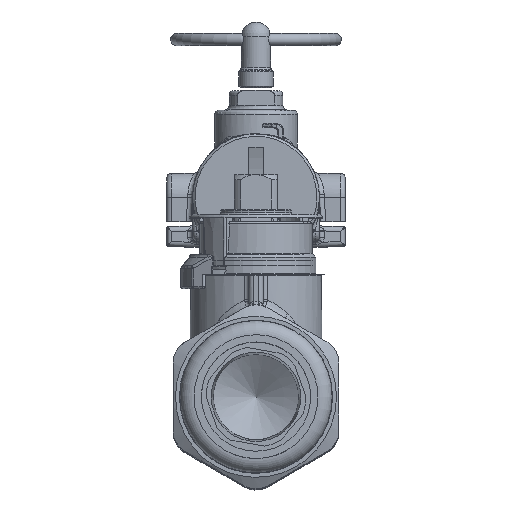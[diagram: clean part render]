
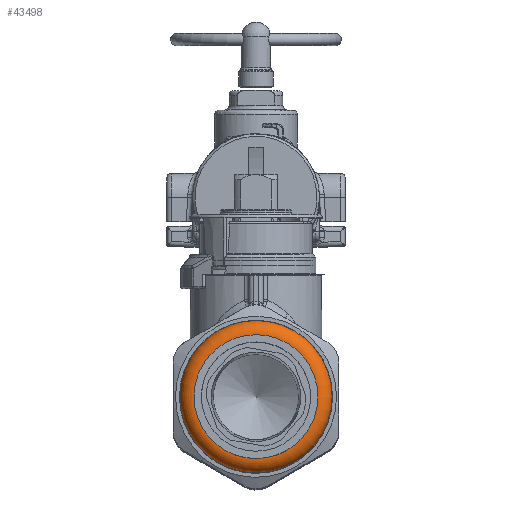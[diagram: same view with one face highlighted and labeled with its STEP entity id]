
A CAD part, top view. The second image highlights one B-rep face of the part: STEP entity #43498.
In plain terms, the highlighted toroidal (fillet/blend) face has major radius 12.7 mm and minor radius 2.921 mm.
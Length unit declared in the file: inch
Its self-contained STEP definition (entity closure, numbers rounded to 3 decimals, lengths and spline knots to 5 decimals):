
#186=TOROIDAL_SURFACE('',#47553,0.5,0.115);
#7103=FACE_OUTER_BOUND('',#9733,.T.);
#9733=EDGE_LOOP('',(#38207,#38208,#38209,#38210,#38211,#38212));
#16145=CIRCLE('',#47554,0.5);
#16146=CIRCLE('',#47555,0.5);
#16147=CIRCLE('',#47556,0.115);
#16148=CIRCLE('',#47557,0.5);
#16149=CIRCLE('',#47558,0.5);
#19857=VERTEX_POINT('',#119203);
#19858=VERTEX_POINT('',#119204);
#19859=VERTEX_POINT('',#119207);
#19860=VERTEX_POINT('',#119209);
#25986=EDGE_CURVE('',#19857,#19858,#16145,.T.);
#25987=EDGE_CURVE('',#19858,#19857,#16146,.T.);
#25988=EDGE_CURVE('',#19858,#19859,#16147,.T.);
#25989=EDGE_CURVE('',#19860,#19859,#16148,.T.);
#25990=EDGE_CURVE('',#19859,#19860,#16149,.T.);
#38207=ORIENTED_EDGE('',*,*,#25986,.F.);
#38208=ORIENTED_EDGE('',*,*,#25987,.F.);
#38209=ORIENTED_EDGE('',*,*,#25988,.T.);
#38210=ORIENTED_EDGE('',*,*,#25989,.F.);
#38211=ORIENTED_EDGE('',*,*,#25990,.F.);
#38212=ORIENTED_EDGE('',*,*,#25988,.F.);
#43498=ADVANCED_FACE('',(#7103),#186,.T.);
#47553=AXIS2_PLACEMENT_3D('',#119202,#57826,#57827);
#47554=AXIS2_PLACEMENT_3D('',#119205,#57828,#57829);
#47555=AXIS2_PLACEMENT_3D('',#119206,#57830,#57831);
#47556=AXIS2_PLACEMENT_3D('',#119208,#57832,#57833);
#47557=AXIS2_PLACEMENT_3D('',#119210,#57834,#57835);
#47558=AXIS2_PLACEMENT_3D('',#119211,#57836,#57837);
#57826=DIRECTION('center_axis',(0.,0.,-1.));
#57827=DIRECTION('ref_axis',(0.18,0.984,0.));
#57828=DIRECTION('center_axis',(0.,0.,-1.));
#57829=DIRECTION('ref_axis',(0.984,-0.18,0.));
#57830=DIRECTION('center_axis',(0.,0.,-1.));
#57831=DIRECTION('ref_axis',(0.984,-0.18,0.));
#57832=DIRECTION('center_axis',(-0.984,0.18,0.));
#57833=DIRECTION('ref_axis',(-0.18,-0.984,0.));
#57834=DIRECTION('center_axis',(0.,0.,1.));
#57835=DIRECTION('ref_axis',(0.984,-0.18,0.));
#57836=DIRECTION('center_axis',(0.,0.,1.));
#57837=DIRECTION('ref_axis',(0.984,-0.18,0.));
#119202=CARTESIAN_POINT('Origin',(0.,0.,6.35929));
#119203=CARTESIAN_POINT('',(-0.49184,0.08999,6.24429));
#119204=CARTESIAN_POINT('',(-0.08999,-0.49184,6.24429));
#119205=CARTESIAN_POINT('Origin',(0.,0.,6.24429));
#119206=CARTESIAN_POINT('Origin',(0.,0.,6.24429));
#119207=CARTESIAN_POINT('',(-0.08999,-0.49184,6.47429));
#119208=CARTESIAN_POINT('Origin',(-0.08999,-0.49184,
6.35929));
#119209=CARTESIAN_POINT('',(-0.49184,0.08999,6.47429));
#119210=CARTESIAN_POINT('Origin',(0.,0.,6.47429));
#119211=CARTESIAN_POINT('Origin',(0.,0.,6.47429));
